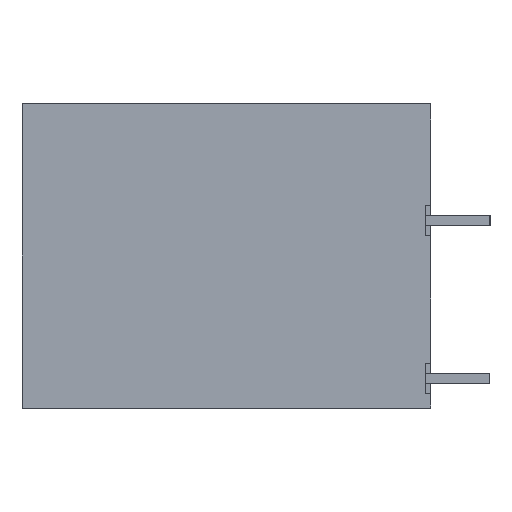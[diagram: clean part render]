
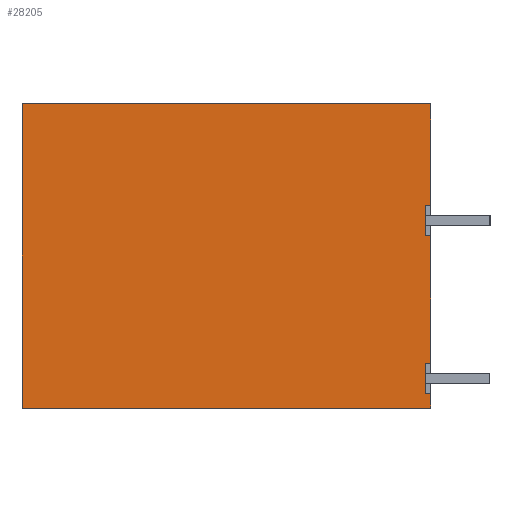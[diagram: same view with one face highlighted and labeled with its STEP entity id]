
A CAD part, left-side view. The second image highlights one B-rep face of the part: STEP entity #28205.
In plain terms, the highlighted planar face has unit normal (-1, 0, 0).
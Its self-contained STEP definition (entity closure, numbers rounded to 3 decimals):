
#28177=AXIS2_PLACEMENT_3D('Plane Axis2P3D',#28174,#28175,#28176) ;
#188=CARTESIAN_POINT('Vertex',(0.,3.8,0.85)) ;
#232=CARTESIAN_POINT('Vertex',(0.,3.8,2.65)) ;
#235=CARTESIAN_POINT('Line Origine',(0.,3.8,1.75)) ;
#1108=CARTESIAN_POINT('Vertex',(0.,3.8,10.2)) ;
#1129=CARTESIAN_POINT('Vertex',(0.,3.8,12.)) ;
#1132=CARTESIAN_POINT('Line Origine',(0.,3.8,11.1)) ;
#12477=CARTESIAN_POINT('Vertex',(0.,3.5,10.2)) ;
#12480=CARTESIAN_POINT('Line Origine',(0.,3.5,6.425)) ;
#12484=CARTESIAN_POINT('Vertex',(0.,3.5,2.65)) ;
#12505=CARTESIAN_POINT('Line Origine',(0.,3.65,10.2)) ;
#12523=CARTESIAN_POINT('Line Origine',(0.,3.65,2.65)) ;
#12579=CARTESIAN_POINT('Vertex',(0.,3.5,0.85)) ;
#12589=CARTESIAN_POINT('Line Origine',(0.,3.65,0.85)) ;
#12602=CARTESIAN_POINT('Line Origine',(0.,3.5,0.425)) ;
#12606=CARTESIAN_POINT('Vertex',(0.,3.5,0.)) ;
#12634=CARTESIAN_POINT('Line Origine',(0.,15.6,0.)) ;
#12638=CARTESIAN_POINT('Vertex',(0.,27.7,0.)) ;
#12777=CARTESIAN_POINT('Vertex',(0.,3.5,12.)) ;
#12780=CARTESIAN_POINT('Line Origine',(0.,3.65,12.)) ;
#28131=CARTESIAN_POINT('Line Origine',(0.,3.5,15.)) ;
#28135=CARTESIAN_POINT('Vertex',(0.,3.5,18.)) ;
#28174=CARTESIAN_POINT('Axis2P3D Location',(0.,0.,0.)) ;
#28179=CARTESIAN_POINT('Line Origine',(0.,15.6,18.)) ;
#28183=CARTESIAN_POINT('Vertex',(0.,27.7,18.)) ;
#28186=CARTESIAN_POINT('Line Origine',(0.,27.7,9.)) ;
#236=DIRECTION('Vector Direction',(0.,0.,-1.)) ;
#1133=DIRECTION('Vector Direction',(0.,0.,-1.)) ;
#12481=DIRECTION('Vector Direction',(0.,0.,-1.)) ;
#12506=DIRECTION('Vector Direction',(0.,1.,0.)) ;
#12524=DIRECTION('Vector Direction',(0.,1.,0.)) ;
#12590=DIRECTION('Vector Direction',(0.,1.,0.)) ;
#12603=DIRECTION('Vector Direction',(0.,0.,-1.)) ;
#12635=DIRECTION('Vector Direction',(0.,1.,0.)) ;
#12781=DIRECTION('Vector Direction',(0.,1.,0.)) ;
#28132=DIRECTION('Vector Direction',(0.,0.,-1.)) ;
#28175=DIRECTION('Axis2P3D Direction',(-1.,0.,0.)) ;
#28176=DIRECTION('Axis2P3D XDirection',(0.,0.,1.)) ;
#28180=DIRECTION('Vector Direction',(0.,-1.,0.)) ;
#28187=DIRECTION('Vector Direction',(0.,0.,1.)) ;
#237=VECTOR('Line Direction',#236,1.) ;
#1134=VECTOR('Line Direction',#1133,1.) ;
#12482=VECTOR('Line Direction',#12481,1.) ;
#12507=VECTOR('Line Direction',#12506,1.) ;
#12525=VECTOR('Line Direction',#12524,1.) ;
#12591=VECTOR('Line Direction',#12590,1.) ;
#12604=VECTOR('Line Direction',#12603,1.) ;
#12636=VECTOR('Line Direction',#12635,1.) ;
#12782=VECTOR('Line Direction',#12781,1.) ;
#28133=VECTOR('Line Direction',#28132,1.) ;
#28181=VECTOR('Line Direction',#28180,1.) ;
#28188=VECTOR('Line Direction',#28187,1.) ;
#28192=ORIENTED_EDGE('',*,*,#1136,.F.) ;
#28193=ORIENTED_EDGE('',*,*,#12784,.F.) ;
#28194=ORIENTED_EDGE('',*,*,#28137,.T.) ;
#28195=ORIENTED_EDGE('',*,*,#28185,.T.) ;
#28196=ORIENTED_EDGE('',*,*,#28190,.T.) ;
#28197=ORIENTED_EDGE('',*,*,#12640,.T.) ;
#28198=ORIENTED_EDGE('',*,*,#12608,.T.) ;
#28199=ORIENTED_EDGE('',*,*,#12593,.T.) ;
#28200=ORIENTED_EDGE('',*,*,#239,.F.) ;
#28201=ORIENTED_EDGE('',*,*,#12527,.F.) ;
#28202=ORIENTED_EDGE('',*,*,#12486,.T.) ;
#28203=ORIENTED_EDGE('',*,*,#12509,.T.) ;
#28205=ADVANCED_FACE('HOUSING',(#28204),#28178,.T.) ;
#239=EDGE_CURVE('',#233,#189,#238,.T.) ;
#1136=EDGE_CURVE('',#1130,#1109,#1135,.T.) ;
#12486=EDGE_CURVE('',#12485,#12478,#12483,.F.) ;
#12509=EDGE_CURVE('',#12478,#1109,#12508,.T.) ;
#12527=EDGE_CURVE('',#12485,#233,#12526,.T.) ;
#12593=EDGE_CURVE('',#12580,#189,#12592,.T.) ;
#12608=EDGE_CURVE('',#12607,#12580,#12605,.F.) ;
#12640=EDGE_CURVE('',#12639,#12607,#12637,.F.) ;
#12784=EDGE_CURVE('',#12778,#1130,#12783,.T.) ;
#28137=EDGE_CURVE('',#12778,#28136,#28134,.F.) ;
#28185=EDGE_CURVE('',#28136,#28184,#28182,.F.) ;
#28190=EDGE_CURVE('',#28184,#12639,#28189,.F.) ;
#28191=EDGE_LOOP('',(#28192,#28193,#28194,#28195,#28196,#28197,#28198,#28199,#28200,#28201,#28202,#28203)) ;
#28204=FACE_OUTER_BOUND('',#28191,.T.) ;
#238=LINE('Line',#235,#237) ;
#1135=LINE('Line',#1132,#1134) ;
#12483=LINE('Line',#12480,#12482) ;
#12508=LINE('Line',#12505,#12507) ;
#12526=LINE('Line',#12523,#12525) ;
#12592=LINE('Line',#12589,#12591) ;
#12605=LINE('Line',#12602,#12604) ;
#12637=LINE('Line',#12634,#12636) ;
#12783=LINE('Line',#12780,#12782) ;
#28134=LINE('Line',#28131,#28133) ;
#28182=LINE('Line',#28179,#28181) ;
#28189=LINE('Line',#28186,#28188) ;
#28178=PLANE('',#28177) ;
#189=VERTEX_POINT('',#188) ;
#233=VERTEX_POINT('',#232) ;
#1109=VERTEX_POINT('',#1108) ;
#1130=VERTEX_POINT('',#1129) ;
#12478=VERTEX_POINT('',#12477) ;
#12485=VERTEX_POINT('',#12484) ;
#12580=VERTEX_POINT('',#12579) ;
#12607=VERTEX_POINT('',#12606) ;
#12639=VERTEX_POINT('',#12638) ;
#12778=VERTEX_POINT('',#12777) ;
#28136=VERTEX_POINT('',#28135) ;
#28184=VERTEX_POINT('',#28183) ;
